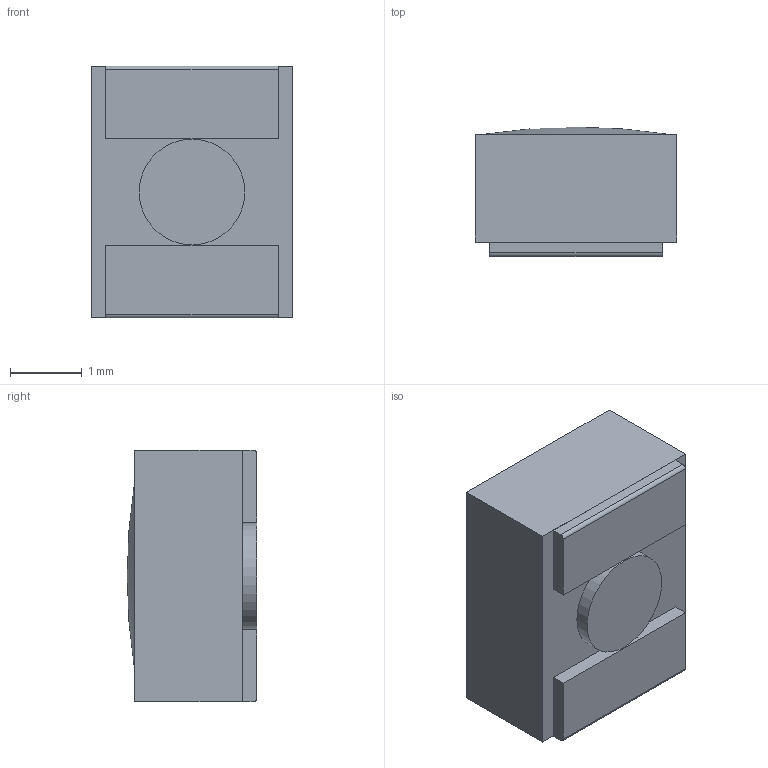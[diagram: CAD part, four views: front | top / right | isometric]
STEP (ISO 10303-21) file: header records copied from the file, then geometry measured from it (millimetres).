
FILE_DESCRIPTION (( 'STEP AP214' ), '1' );
FILE_NAME ('User Library-3528.STEP', '2015-01-01T14:50:46', ( 'Windows User' ), ( '' ), 'SwSTEP 2.0', 'SolidWorks 2015', '' );
FILE_SCHEMA (( 'AUTOMOTIVE_DESIGN' ));
Length unit declared in the file: millimetre
Products named in the file (1): User Library-3528
Bounding box: 2.8 x 1.8 x 3.5 mm (x, y, z)
Volume: 16.3 mm3; surface area: 63.7 mm2
Topology: 4 solids, 4 shells, 30 faces, 63 edges, 42 vertices
Faces by surface type: plane 21, cylinder 8, sphere 1
Entity records: 907 total; most frequent: DIRECTION 138, CARTESIAN_POINT 131, ORIENTED_EDGE 120, EDGE_CURVE 60, AXIS2_PLACEMENT_3D 47, VECTOR 44, LINE 44, VERTEX_POINT 40
